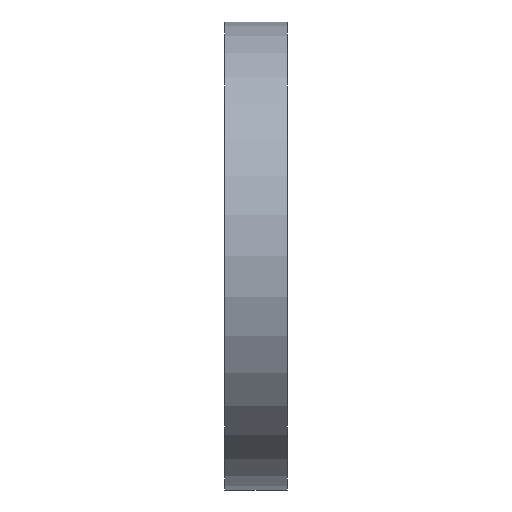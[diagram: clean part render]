
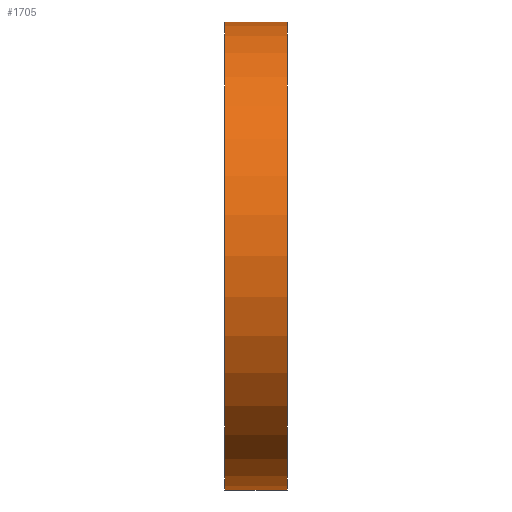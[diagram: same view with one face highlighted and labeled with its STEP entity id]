
A CAD part, front view. The second image highlights one B-rep face of the part: STEP entity #1705.
In plain terms, the highlighted cylindrical face has radius 37.5 mm (diameter 75 mm), a partial arc.
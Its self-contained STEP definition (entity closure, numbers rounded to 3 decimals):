
#1293 = VERTEX_POINT( '', #3746 );
#1705 = ADVANCED_FACE( '', ( #4206 ), #4207, .T. );
#1793 = VERTEX_POINT( '', #4303 );
#2727 = VERTEX_POINT( '', #5305 );
#2917 = EDGE_CURVE( '', #1793, #1293, #5506, .T. );
#2993 = VERTEX_POINT( '', #5587 );
#2999 = EDGE_CURVE( '', #2993, #2727, #5593, .T. );
#3385 = EDGE_CURVE( '', #1793, #2993, #6008, .T. );
#3651 = EDGE_CURVE( '', #2727, #1293, #6301, .T. );
#3746 = CARTESIAN_POINT( '', ( -5., 0., -37.5 ) );
#4206 = FACE_OUTER_BOUND( '', #7030, .T. );
#4207 = CYLINDRICAL_SURFACE( '', #7031, 37.5 );
#4303 = CARTESIAN_POINT( '', ( -5., 0., 37.5 ) );
#5305 = CARTESIAN_POINT( '', ( 5., 0., -37.5 ) );
#5506 = CIRCLE( '', #8852, 37.5 );
#5587 = CARTESIAN_POINT( '', ( 5., 0., 37.5 ) );
#5593 = CIRCLE( '', #8972, 37.5 );
#6008 = LINE( '', #9550, #9551 );
#6301 = LINE( '', #9944, #9945 );
#7030 = EDGE_LOOP( '', ( #10597, #10598, #10599, #10600 ) );
#7031 = AXIS2_PLACEMENT_3D( '', #10601, #10602, #10603 );
#8852 = AXIS2_PLACEMENT_3D( '', #12012, #12013, #12014 );
#8972 = AXIS2_PLACEMENT_3D( '', #12086, #12087, #12088 );
#9550 = CARTESIAN_POINT( '', ( 5., 0., 37.5 ) );
#9551 = VECTOR( '', #12487, 1. );
#9944 = CARTESIAN_POINT( '', ( 5., 0., -37.5 ) );
#9945 = VECTOR( '', #12991, 1. );
#10597 = ORIENTED_EDGE( '', *, *, #3651, .F. );
#10598 = ORIENTED_EDGE( '', *, *, #2999, .F. );
#10599 = ORIENTED_EDGE( '', *, *, #3385, .F. );
#10600 = ORIENTED_EDGE( '', *, *, #2917, .T. );
#10601 = CARTESIAN_POINT( '', ( 5., 0., 0. ) );
#10602 = DIRECTION( '', ( 1., 0., 0. ) );
#10603 = DIRECTION( '', ( 0., 0., -1. ) );
#12012 = CARTESIAN_POINT( '', ( -5., 0., 0. ) );
#12013 = DIRECTION( '', ( 1., 0., 0. ) );
#12014 = DIRECTION( '', ( 0., 0., -1. ) );
#12086 = CARTESIAN_POINT( '', ( 5., 0., 0. ) );
#12087 = DIRECTION( '', ( 1., 0., 0. ) );
#12088 = DIRECTION( '', ( 0., 0., -1. ) );
#12487 = DIRECTION( '', ( 1., 0., 0. ) );
#12991 = DIRECTION( '', ( -1., 0., 0. ) );
